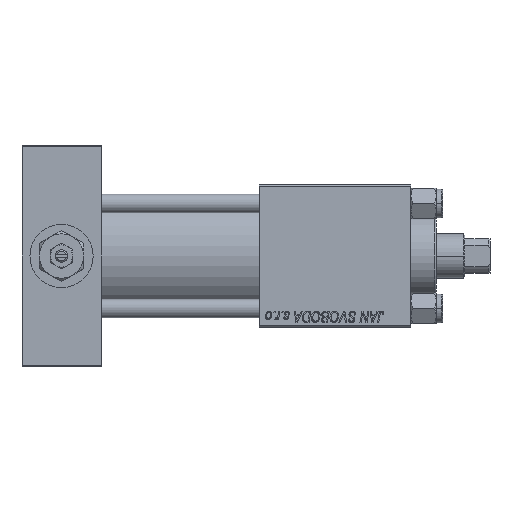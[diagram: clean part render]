
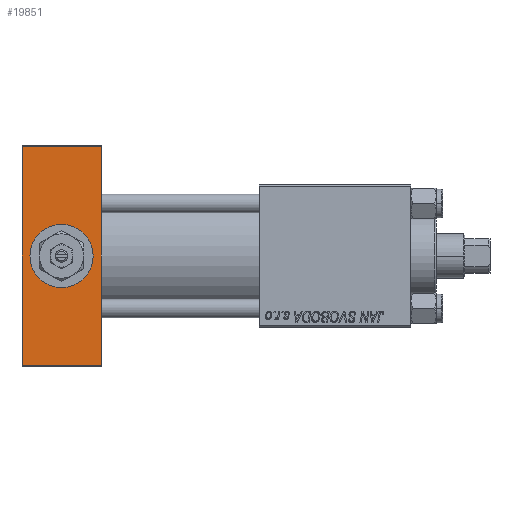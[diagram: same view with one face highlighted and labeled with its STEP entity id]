
A CAD part, front view. The second image highlights one B-rep face of the part: STEP entity #19851.
In plain terms, the highlighted planar face has unit normal (0, -1, 0).
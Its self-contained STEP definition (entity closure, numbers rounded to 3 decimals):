
#334 = LINE ( 'NONE', #3739, #17868 ) ;
#1162 = CARTESIAN_POINT ( 'NONE',  ( 12.5, -22.5, 10. ) ) ;
#2513 = VECTOR ( 'NONE', #10183, 1000. ) ;
#3739 = CARTESIAN_POINT ( 'NONE',  ( 0., -22.5, 35. ) ) ;
#4553 = ORIENTED_EDGE ( 'NONE', *, *, #44019, .F. ) ;
#4814 = CARTESIAN_POINT ( 'NONE',  ( 25., -22.5, -34.5 ) ) ;
#6167 = CIRCLE ( 'NONE', #24528, 10. ) ;
#7780 = VERTEX_POINT ( 'NONE', #1162 ) ;
#8353 = EDGE_CURVE ( 'NONE', #31549, #7780, #34318, .T. ) ;
#10183 = DIRECTION ( 'NONE',  ( 1., 0., 0. ) ) ;
#10221 = EDGE_CURVE ( 'NONE', #35697, #37818, #18047, .T. ) ;
#12185 = CARTESIAN_POINT ( 'NONE',  ( 25., -22.5, 34.5 ) ) ;
#13216 = PLANE ( 'NONE',  #27054 ) ;
#13791 = CARTESIAN_POINT ( 'NONE',  ( 12.5, -22.5, 0. ) ) ;
#14072 = DIRECTION ( 'NONE',  ( 0., 0., -1. ) ) ;
#15096 = CARTESIAN_POINT ( 'NONE',  ( 12.5, -22.5, -10. ) ) ;
#17451 = DIRECTION ( 'NONE',  ( 0., -1., 0. ) ) ;
#17868 = VECTOR ( 'NONE', #23880, 1000. ) ;
#18047 = LINE ( 'NONE', #38411, #2513 ) ;
#19171 = EDGE_CURVE ( 'NONE', #27137, #37446, #19449, .T. ) ;
#19449 = LINE ( 'NONE', #39038, #46254 ) ;
#19851 = ADVANCED_FACE ( 'NONE', ( #33074, #49034 ), #13216, .F. ) ;
#21395 = ORIENTED_EDGE ( 'NONE', *, *, #43999, .T. ) ;
#21584 = DIRECTION ( 'NONE',  ( 0., 0., 1. ) ) ;
#23230 = ORIENTED_EDGE ( 'NONE', *, *, #45850, .F. ) ;
#23880 = DIRECTION ( 'NONE',  ( 0., 0., -1. ) ) ;
#24528 = AXIS2_PLACEMENT_3D ( 'NONE', #31185, #43987, #51595 ) ;
#24998 = ORIENTED_EDGE ( 'NONE', *, *, #10221, .T. ) ;
#27054 = AXIS2_PLACEMENT_3D ( 'NONE', #49291, #48511, #21584 ) ;
#27137 = VERTEX_POINT ( 'NONE', #12185 ) ;
#31185 = CARTESIAN_POINT ( 'NONE',  ( 12.5, -22.5, 0. ) ) ;
#31549 = VERTEX_POINT ( 'NONE', #15096 ) ;
#33074 = FACE_BOUND ( 'NONE', #37753, .T. ) ;
#34318 = CIRCLE ( 'NONE', #49330, 10. ) ;
#35375 = DIRECTION ( 'NONE',  ( -1., 0., 0. ) ) ;
#35697 = VERTEX_POINT ( 'NONE', #45073 ) ;
#37446 = VERTEX_POINT ( 'NONE', #51430 ) ;
#37753 = EDGE_LOOP ( 'NONE', ( #44595, #4553 ) ) ;
#37818 = VERTEX_POINT ( 'NONE', #4814 ) ;
#37972 = VECTOR ( 'NONE', #14072, 1000. ) ;
#38411 = CARTESIAN_POINT ( 'NONE',  ( 25., -22.5, -34.5 ) ) ;
#39035 = ORIENTED_EDGE ( 'NONE', *, *, #19171, .T. ) ;
#39038 = CARTESIAN_POINT ( 'NONE',  ( 25., -22.5, 34.5 ) ) ;
#42027 = CARTESIAN_POINT ( 'NONE',  ( 25., -22.5, 35. ) ) ;
#43987 = DIRECTION ( 'NONE',  ( 0., -1., 0. ) ) ;
#43999 = EDGE_CURVE ( 'NONE', #37446, #35697, #334, .T. ) ;
#44019 = EDGE_CURVE ( 'NONE', #7780, #31549, #6167, .T. ) ;
#44595 = ORIENTED_EDGE ( 'NONE', *, *, #8353, .F. ) ;
#45073 = CARTESIAN_POINT ( 'NONE',  ( 0., -22.5, -34.5 ) ) ;
#45850 = EDGE_CURVE ( 'NONE', #27137, #37818, #46468, .T. ) ;
#46254 = VECTOR ( 'NONE', #35375, 1000. ) ;
#46468 = LINE ( 'NONE', #42027, #37972 ) ;
#48511 = DIRECTION ( 'NONE',  ( 0., 1., 0. ) ) ;
#48823 = DIRECTION ( 'NONE',  ( 0., 0., -1. ) ) ;
#49034 = FACE_OUTER_BOUND ( 'NONE', #50501, .T. ) ;
#49291 = CARTESIAN_POINT ( 'NONE',  ( 25., -22.5, 35. ) ) ;
#49330 = AXIS2_PLACEMENT_3D ( 'NONE', #13791, #17451, #48823 ) ;
#50501 = EDGE_LOOP ( 'NONE', ( #21395, #24998, #23230, #39035 ) ) ;
#51430 = CARTESIAN_POINT ( 'NONE',  ( 0., -22.5, 34.5 ) ) ;
#51595 = DIRECTION ( 'NONE',  ( 0., 0., -1. ) ) ;
